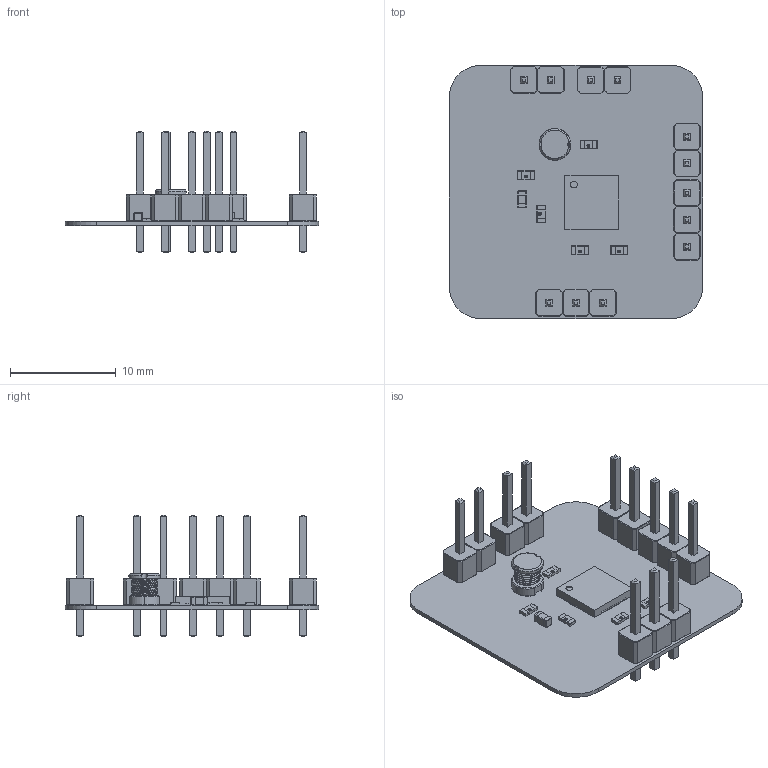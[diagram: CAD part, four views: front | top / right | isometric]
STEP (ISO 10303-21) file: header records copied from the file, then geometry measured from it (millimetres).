
FILE_DESCRIPTION(('Open CASCADE Model'),'2;1');
FILE_NAME('Open CASCADE Shape Model','2021-03-15T15:07:56',('Author'),( 'Open CASCADE'),'Open CASCADE STEP processor 6.8','Open CASCADE 6.8' ,'Unknown');
FILE_SCHEMA(('AUTOMOTIVE_DESIGN { 1 0 10303 214 1 1 1 1 }'));
Length unit declared in the file: millimetre
Products named in the file (45): PCB; Board; D1; 1300254064; Open_CASCADE_STEP_translator_6.8_9.1; Body; Open_CASCADE_STEP_translator_6.8_9.2.1; Thermal_Shape; Pin_Shape; Open_CASCADE_STEP_translator_6.8_9.4.1; X5; PLS-2; PLS-1; îñíîâàíèå; ïðÿìîé_øòûðü; X4; X3; PLS-3; X2; X1; L2; 1300107888; Terminal; Open_CASCADE_STEP_translator_6.8_17.1.1; Open_CASCADE_STEP_translator_6.8_17.1.2; Mid_Body; Open_CASCADE_STEP_translator_6.8_17.2.1; L1; User_Library-SDR0302; BODY_BOT; BODY_MID; BODY_TOP; LEADS; COIL; COIL_BASE; COIL-END; C6; SW3dPS-0603_SMD_Capacitor; C5; C4 ...
Assembly tree (82 placements, depth 5):
  PCB
    Board
    D1
      1300254064
        Open_CASCADE_STEP_translator_6.8_9.1
        Body
          Open_CASCADE_STEP_translator_6.8_9.2.1
        Thermal_Shape
        Pin_Shape  x28
          Open_CASCADE_STEP_translator_6.8_9.4.1
    X5
      PLS-2
        PLS-1  x2
          îñíîâàíèå
          ïðÿìîé_øòûðü
    X4
      PLS-2
        PLS-1  x2
          îñíîâàíèå
          ïðÿìîé_øòûðü
    X3
      PLS-3
        PLS-1  x3
          ïðÿìîé_øòûðü
          îñíîâàíèå
    X2
      PLS-3
        PLS-1  x3
          ïðÿìîé_øòûðü
          îñíîâàíèå
    X1
      PLS-2
        PLS-1  x2
          îñíîâàíèå
          ïðÿìîé_øòûðü
    L2
      1300107888
        Terminal
          Open_CASCADE_STEP_translator_6.8_17.1.1
          Open_CASCADE_STEP_translator_6.8_17.1.2
        Mid_Body
          Open_CASCADE_STEP_translator_6.8_17.2.1
    L1
      User_Library-SDR0302
        BODY_BOT
        BODY_MID
        BODY_TOP
        LEADS
        COIL
          COIL_BASE
          COIL-END  x2
    C6
      SW3dPS-0603_SMD_Capacitor
    C5
      SW3dPS-0603_SMD_Capacitor
    C4
      SW3dPS-0603_SMD_Capacitor
    C3
      SW3dPS-0603_SMD_Capacitor
    C2
Bounding box: 24 x 24 x 11.54 mm (x, y, z)
Volume: 508.8 mm3; surface area: 2258.3 mm2
Topology: 71 solids, 72 shells, 1534 faces, 3370 edges, 1949 vertices
Faces by surface type: plane 1104, bspline 229, cylinder 148, sphere 48, cone 5
Full cylindrical faces by diameter (mm): 0.637 x1
Entity records: 19822 total; most frequent: CARTESIAN_POINT 10237, DIRECTION 1517, ORIENTED_EDGE 1499, EDGE_CURVE 750, AXIS2_PLACEMENT_3D 521, LINE 475, VECTOR 475, VERTEX_POINT 445
